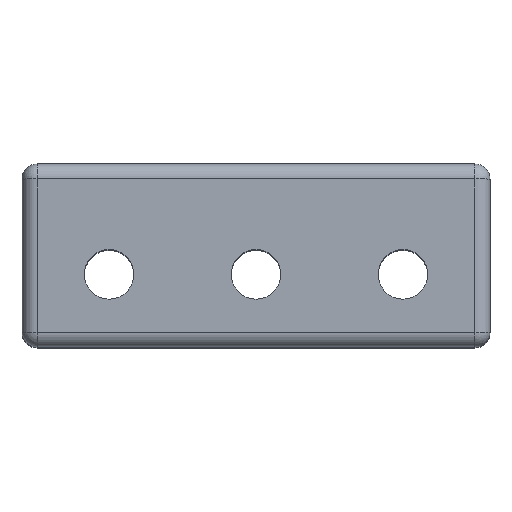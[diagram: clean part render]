
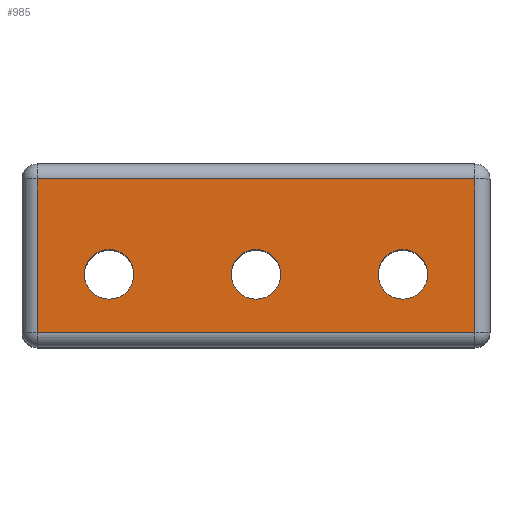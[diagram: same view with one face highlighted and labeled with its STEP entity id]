
A CAD part, top view. The second image highlights one B-rep face of the part: STEP entity #985.
In plain terms, the highlighted planar face has unit normal (0, 0, 1).
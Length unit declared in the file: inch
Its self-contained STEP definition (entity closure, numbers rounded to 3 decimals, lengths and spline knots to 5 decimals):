
#28=FACE_BOUND('',#145,.T.);
#29=FACE_BOUND('',#146,.T.);
#30=FACE_BOUND('',#147,.T.);
#42=PLANE('',#1088);
#85=FACE_OUTER_BOUND('',#144,.T.);
#144=EDGE_LOOP('',(#699,#700,#701,#702));
#145=EDGE_LOOP('',(#703));
#146=EDGE_LOOP('',(#704));
#147=EDGE_LOOP('',(#705));
#205=LINE('',#1510,#276);
#213=LINE('',#1547,#284);
#215=LINE('',#1557,#286);
#217=LINE('',#1569,#288);
#276=VECTOR('',#1192,0.3937);
#284=VECTOR('',#1236,0.3937);
#286=VECTOR('',#1248,0.3937);
#288=VECTOR('',#1270,0.3937);
#367=CIRCLE('',#1089,0.065);
#368=CIRCLE('',#1090,0.065);
#369=CIRCLE('',#1091,0.065);
#414=VERTEX_POINT('',#1507);
#415=VERTEX_POINT('',#1509);
#426=VERTEX_POINT('',#1546);
#429=VERTEX_POINT('',#1556);
#430=VERTEX_POINT('',#1570);
#431=VERTEX_POINT('',#1572);
#432=VERTEX_POINT('',#1574);
#505=EDGE_CURVE('',#414,#415,#205,.T.);
#524=EDGE_CURVE('',#415,#426,#213,.T.);
#529=EDGE_CURVE('',#426,#429,#215,.T.);
#536=EDGE_CURVE('',#429,#414,#217,.T.);
#537=EDGE_CURVE('',#430,#430,#367,.T.);
#538=EDGE_CURVE('',#431,#431,#368,.T.);
#539=EDGE_CURVE('',#432,#432,#369,.T.);
#699=ORIENTED_EDGE('',*,*,#529,.F.);
#700=ORIENTED_EDGE('',*,*,#524,.F.);
#701=ORIENTED_EDGE('',*,*,#505,.F.);
#702=ORIENTED_EDGE('',*,*,#536,.F.);
#703=ORIENTED_EDGE('',*,*,#537,.T.);
#704=ORIENTED_EDGE('',*,*,#538,.T.);
#705=ORIENTED_EDGE('',*,*,#539,.T.);
#985=ADVANCED_FACE('',(#85,#28,#29,#30),#42,.T.);
#1088=AXIS2_PLACEMENT_3D('',#1568,#1268,#1269);
#1089=AXIS2_PLACEMENT_3D('',#1571,#1271,#1272);
#1090=AXIS2_PLACEMENT_3D('',#1573,#1273,#1274);
#1091=AXIS2_PLACEMENT_3D('',#1575,#1275,#1276);
#1192=DIRECTION('',(0.,-1.,0.));
#1236=DIRECTION('',(-1.,0.,0.));
#1248=DIRECTION('',(0.,1.,0.));
#1268=DIRECTION('center_axis',(0.,0.,1.));
#1269=DIRECTION('ref_axis',(1.,0.,0.));
#1270=DIRECTION('',(1.,0.,0.));
#1271=DIRECTION('center_axis',(0.,0.,-1.));
#1272=DIRECTION('ref_axis',(-1.,0.,0.));
#1273=DIRECTION('center_axis',(0.,0.,-1.));
#1274=DIRECTION('ref_axis',(-1.,0.,0.));
#1275=DIRECTION('center_axis',(0.,0.,-1.));
#1276=DIRECTION('ref_axis',(-1.,0.,0.));
#1507=CARTESIAN_POINT('',(0.57402,0.15748,0.62008));
#1509=CARTESIAN_POINT('',(0.57402,-0.24409,0.62008));
#1510=CARTESIAN_POINT('',(0.57402,0.00288,0.62008));
#1546=CARTESIAN_POINT('',(-0.57402,-0.24409,0.62008));
#1547=CARTESIAN_POINT('',(-0.20669,-0.24409,0.62008));
#1556=CARTESIAN_POINT('',(-0.57402,0.15748,0.62008));
#1557=CARTESIAN_POINT('',(-0.57402,0.00288,0.62008));
#1568=CARTESIAN_POINT('Origin',(0.,0.00591,
0.62008));
#1569=CARTESIAN_POINT('',(0.,0.15748,0.62008));
#1570=CARTESIAN_POINT('',(0.45,-0.09252,0.62008));
#1571=CARTESIAN_POINT('Origin',(0.385,-0.09252,0.62008));
#1572=CARTESIAN_POINT('',(-0.32,-0.09252,0.62008));
#1573=CARTESIAN_POINT('Origin',(-0.385,-0.09252,0.62008));
#1574=CARTESIAN_POINT('',(0.065,-0.09252,0.62008));
#1575=CARTESIAN_POINT('Origin',(0.,-0.09252,
0.62008));
